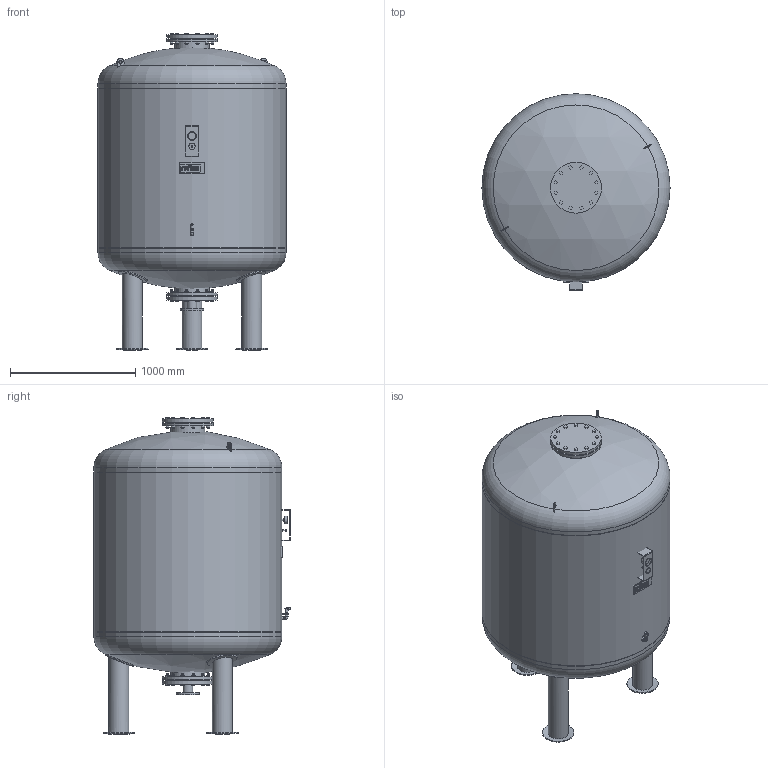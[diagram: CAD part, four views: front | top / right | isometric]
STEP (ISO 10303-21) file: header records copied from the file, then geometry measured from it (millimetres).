
FILE_DESCRIPTION(/* description */ (''),/* implementation_level */ '2;1');
FILE_NAME(/* name */ '3d_RefixDE3000_10bar-7311805.stp',/* time_stamp */ '2023-06-19T14:25:26+02:00',/* author */ ('Andrzej'),/* organization */ (''),/* preprocessor_version */ 'ST-DEVELOPER v16.13',/* originating_system */ 'AutoCAD Mechanical',/* authorisation */ '');
FILE_SCHEMA (('AUTOMOTIVE_DESIGN { 1 0 10303 214 3 1 1 }'));
Length unit declared in the file: millimetre
Products named in the file (1): Product
Bounding box: 1500 x 1566 x 2527.45 mm (x, y, z)
Volume: 3111880668.3 mm3; surface area: 20762325.6 mm2
Topology: 21 solids, 21 shells, 777 faces, 1965 edges, 1299 vertices
Faces by surface type: plane 520, cylinder 174, cone 62, sphere 9, bspline 7, torus 5
Full cylindrical faces by diameter (mm): 8 x1, 10 x2, 14 x1, 16 x48, 18 x8, 18.5 x1, 20 x3, 24 x1, 26 x2, 28 x2, 30 x2, 50 x1, 60.5 x1, 69 x1, 70.3 x1, 76.1 x1, 159 x3, 185 x1, 260.4 x2, 273 x2, 405 x4, 1500 x3
Entity records: 23288 total; most frequent: CARTESIAN_POINT 4806, DIRECTION 3756, ORIENTED_EDGE 3592, EDGE_CURVE 1796, VERTEX_POINT 1266, AXIS2_PLACEMENT_3D 1257, LINE 1242, VECTOR 1242
